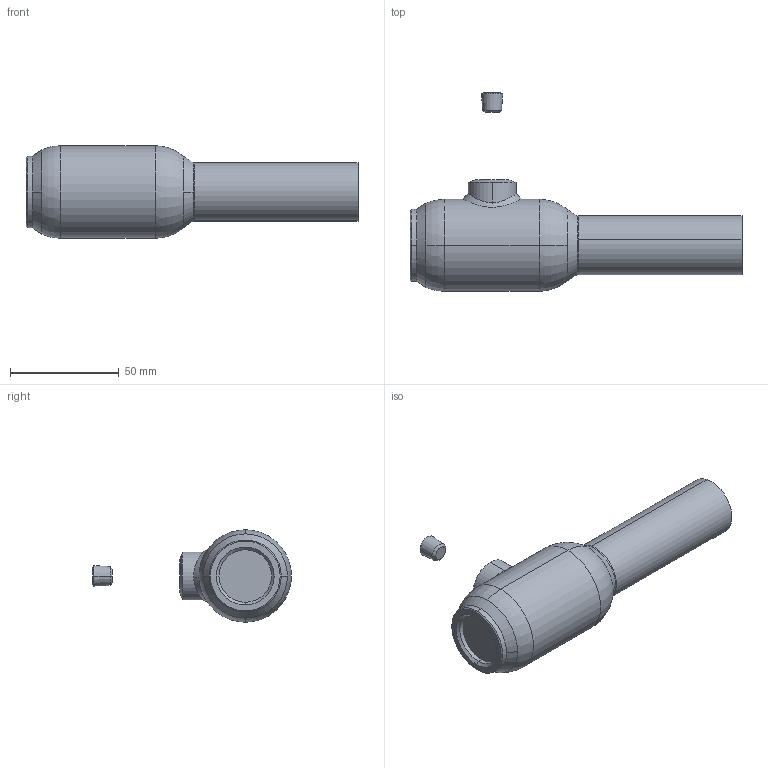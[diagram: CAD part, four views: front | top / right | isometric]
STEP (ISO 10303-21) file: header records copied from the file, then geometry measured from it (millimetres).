
FILE_DESCRIPTION (( 'STEP AP214' ), '1' );
FILE_NAME ('63101020.STEP', '2010-10-27T11:02:16', ( 'BROEN A/S' ), ( 'BROEN A/S' ), 'SwSTEP 2.0', 'SolidWorks 2009', '' );
FILE_SCHEMA (( 'AUTOMOTIVE_DESIGN' ));
Length unit declared in the file: millimetre
Products named in the file (1): 63101020
Bounding box: 152.37 x 91.3 x 42.4 mm (x, y, z)
Surface area: 28857.6 mm2 (no closed solid volume)
Topology: 0 solids, 9 shells, 58 faces, 140 edges, 86 vertices
Faces by surface type: cone 24, cylinder 14, plane 12, torus 4, bspline 2, sphere 2
Entity records: 3713 total; most frequent: CARTESIAN_POINT 1693, DIRECTION 318, ORIENTED_EDGE 238, EDGE_CURVE 138, AXIS2_PLACEMENT_3D 131, VERTEX_POINT 86, CIRCLE 74, EDGE_LOOP 63
